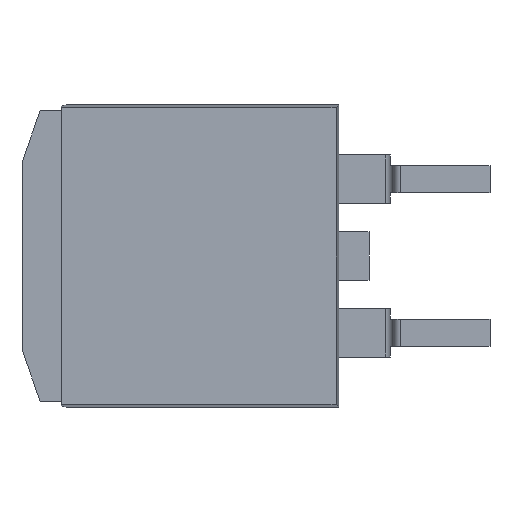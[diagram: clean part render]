
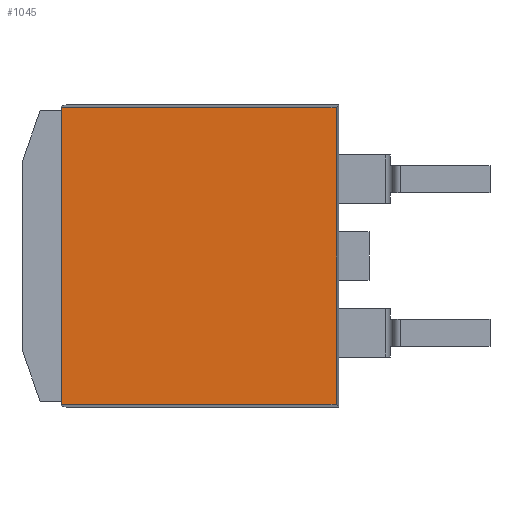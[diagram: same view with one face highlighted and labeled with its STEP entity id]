
A CAD part, front view. The second image highlights one B-rep face of the part: STEP entity #1045.
In plain terms, the highlighted planar face has unit normal (0, -1, 0).
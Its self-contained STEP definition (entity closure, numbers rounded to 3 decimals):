
#75=FACE_OUTER_BOUND('',#135,.T.);
#135=EDGE_LOOP('',(#725,#726,#727,#728));
#202=LINE('',#1560,#330);
#205=LINE('',#1565,#333);
#207=LINE('',#1569,#335);
#208=LINE('',#1571,#336);
#330=VECTOR('',#1254,1000.);
#333=VECTOR('',#1259,1000.);
#335=VECTOR('',#1263,1000.);
#336=VECTOR('',#1266,1000.);
#453=VERTEX_POINT('',#1557);
#454=VERTEX_POINT('',#1559);
#455=VERTEX_POINT('',#1563);
#456=VERTEX_POINT('',#1567);
#556=EDGE_CURVE('',#453,#454,#202,.T.);
#559=EDGE_CURVE('',#455,#453,#205,.T.);
#561=EDGE_CURVE('',#456,#455,#207,.T.);
#562=EDGE_CURVE('',#456,#454,#208,.T.);
#725=ORIENTED_EDGE('',*,*,#562,.T.);
#726=ORIENTED_EDGE('',*,*,#556,.F.);
#727=ORIENTED_EDGE('',*,*,#559,.F.);
#728=ORIENTED_EDGE('',*,*,#561,.F.);
#993=PLANE('',#1146);
#1045=ADVANCED_FACE('',(#75),#993,.F.);
#1146=AXIS2_PLACEMENT_3D('',#1570,#1264,#1265);
#1254=DIRECTION('',(-1.,0.,0.));
#1259=DIRECTION('',(0.,0.,-1.));
#1263=DIRECTION('',(1.,0.,0.));
#1264=DIRECTION('center_axis',(0.,1.,0.));
#1265=DIRECTION('ref_axis',(0.,0.,1.));
#1266=DIRECTION('',(0.,0.,-1.));
#1557=CARTESIAN_POINT('',(4.409,-2.6,-4.909));
#1559=CARTESIAN_POINT('',(-4.672,-2.6,-4.909));
#1560=CARTESIAN_POINT('',(0.,-2.6,-4.909));
#1563=CARTESIAN_POINT('',(4.409,-2.6,4.909));
#1565=CARTESIAN_POINT('',(4.409,-2.6,0.));
#1567=CARTESIAN_POINT('',(-4.672,-2.6,4.909));
#1569=CARTESIAN_POINT('',(0.,-2.6,4.909));
#1570=CARTESIAN_POINT('Origin',(0.,-2.6,0.));
#1571=CARTESIAN_POINT('',(-4.672,-2.6,7.569));
